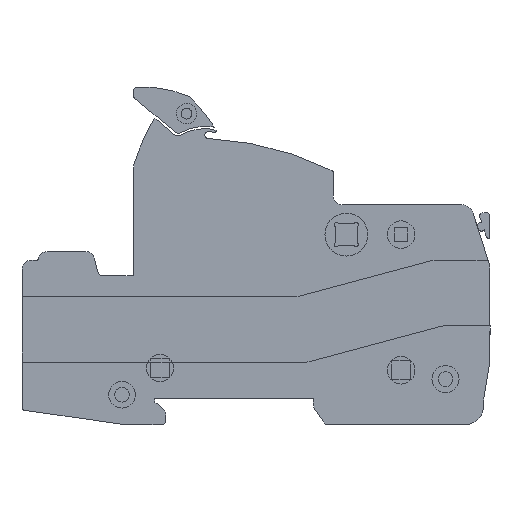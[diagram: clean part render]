
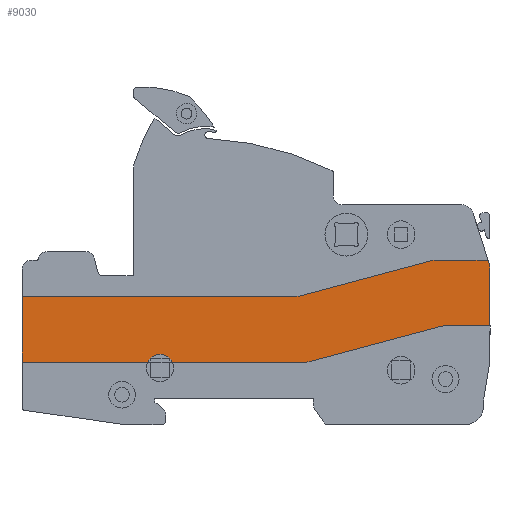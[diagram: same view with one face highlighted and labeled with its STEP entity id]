
A CAD part, left-side view. The second image highlights one B-rep face of the part: STEP entity #9030.
In plain terms, the highlighted planar face has unit normal (-1, 0, 0).
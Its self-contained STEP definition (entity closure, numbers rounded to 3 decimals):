
#8810=CARTESIAN_POINT('',(0.0,13.677,8.124));
#8811=VERTEX_POINT('',#8810);
#8818=CARTESIAN_POINT('',(0.0,19.284,8.124));
#8819=VERTEX_POINT('',#8818);
#8820=CARTESIAN_POINT('',(0.0,16.48,6.8));
#8821=DIRECTION('',(1.0,0.0,0.0));
#8822=DIRECTION('',(0.0,0.0,1.0));
#8823=AXIS2_PLACEMENT_3D('',#8820,#8821,#8822);
#8824=CIRCLE('',#8823,3.1);
#8825=EDGE_CURVE('',#8819,#8811,#8824,.T.);
#8868=CARTESIAN_POINT('',(0.0,47.5,8.124));
#8869=VERTEX_POINT('',#8868);
#8870=CARTESIAN_POINT('',(0.0,19.284,8.124));
#8871=DIRECTION('',(0.0,1.0,0.0));
#8872=VECTOR('',#8871,28.216);
#8873=LINE('',#8870,#8872);
#8874=EDGE_CURVE('',#8819,#8869,#8873,.T.);
#8892=CARTESIAN_POINT('',(0.0,-16.272,8.124));
#8893=VERTEX_POINT('',#8892);
#8900=CARTESIAN_POINT('',(0.0,-16.272,8.124));
#8901=DIRECTION('',(0.0,1.0,0.0));
#8902=VECTOR('',#8901,29.948);
#8903=LINE('',#8900,#8902);
#8904=EDGE_CURVE('',#8893,#8811,#8903,.T.);
#8913=CARTESIAN_POINT('',(0.,-5.272,17.841));
#8914=DIRECTION('',(-1.0,0.0,0.0));
#8915=DIRECTION('',(0.0,0.0,1.0));
#8916=AXIS2_PLACEMENT_3D('',#8913,#8914,#8915);
#8917=PLANE('',#8916);
#8918=ORIENTED_EDGE('',*,*,#8825,.T.);
#8919=ORIENTED_EDGE('',*,*,#8904,.F.);
#8920=CARTESIAN_POINT('',(0.0,-17.047,8.226));
#8921=VERTEX_POINT('',#8920);
#8922=CARTESIAN_POINT('',(0.0,-16.271,11.105));
#8923=DIRECTION('',(1.0,0.,0.));
#8924=DIRECTION('',(0.,-0.131,-0.991));
#8925=AXIS2_PLACEMENT_3D('',#8922,#8923,#8924);
#8926=CIRCLE('',#8925,2.982);
#8927=EDGE_CURVE('',#8921,#8893,#8926,.T.);
#8928=ORIENTED_EDGE('',*,*,#8927,.F.);
#8929=CARTESIAN_POINT('',(0.,-46.62,16.15));
#8930=VERTEX_POINT('',#8929);
#8931=CARTESIAN_POINT('',(0.,-46.62,16.15));
#8932=DIRECTION('',(0.,0.966,-0.259));
#8933=VECTOR('',#8932,30.617);
#8934=LINE('',#8931,#8933);
#8935=EDGE_CURVE('',#8930,#8921,#8934,.T.);
#8936=ORIENTED_EDGE('',*,*,#8935,.F.);
#8937=CARTESIAN_POINT('',(0.,-47.391,16.252));
#8938=VERTEX_POINT('',#8937);
#8939=CARTESIAN_POINT('',(0.0,-47.394,13.267));
#8940=DIRECTION('',(-1.0,0.,0.));
#8941=DIRECTION('',(0.,0.131,0.991));
#8942=AXIS2_PLACEMENT_3D('',#8939,#8940,#8941);
#8943=CIRCLE('',#8942,2.985);
#8944=EDGE_CURVE('',#8938,#8930,#8943,.T.);
#8945=ORIENTED_EDGE('',*,*,#8944,.F.);
#8946=CARTESIAN_POINT('',(0.,-57.75,16.252));
#8947=VERTEX_POINT('',#8946);
#8948=CARTESIAN_POINT('',(0.,-57.75,16.252));
#8949=DIRECTION('',(0.0,1.0,0.0));
#8950=VECTOR('',#8949,10.359);
#8951=LINE('',#8948,#8950);
#8952=EDGE_CURVE('',#8947,#8938,#8951,.T.);
#8953=ORIENTED_EDGE('',*,*,#8952,.F.);
#8954=CARTESIAN_POINT('',(0.,-57.75,29.001));
#8955=VERTEX_POINT('',#8954);
#8956=CARTESIAN_POINT('',(0.,-57.75,29.001));
#8957=DIRECTION('',(0.0,0.0,-1.0));
#8958=VECTOR('',#8957,12.749);
#8959=LINE('',#8956,#8958);
#8960=EDGE_CURVE('',#8955,#8947,#8959,.T.);
#8961=ORIENTED_EDGE('',*,*,#8960,.F.);
#8962=CARTESIAN_POINT('',(0.,-57.511,30.527));
#8963=VERTEX_POINT('',#8962);
#8964=CARTESIAN_POINT('',(0.,-52.756,29.));
#8965=DIRECTION('',(1.0,0.,0.));
#8966=DIRECTION('',(0.,-0.988,0.155));
#8967=AXIS2_PLACEMENT_3D('',#8964,#8965,#8966);
#8968=CIRCLE('',#8967,4.994);
#8969=EDGE_CURVE('',#8963,#8955,#8968,.T.);
#8970=ORIENTED_EDGE('',*,*,#8969,.F.);
#8971=CARTESIAN_POINT('',(0.,-57.342,31.052));
#8972=VERTEX_POINT('',#8971);
#8973=CARTESIAN_POINT('',(0.,-57.342,31.052));
#8974=DIRECTION('',(0.,-0.305,-0.952));
#8975=VECTOR('',#8974,0.551);
#8976=LINE('',#8973,#8975);
#8977=EDGE_CURVE('',#8972,#8963,#8976,.T.);
#8978=ORIENTED_EDGE('',*,*,#8977,.F.);
#8979=CARTESIAN_POINT('',(0.,-45.448,31.052));
#8980=VERTEX_POINT('',#8979);
#8981=CARTESIAN_POINT('',(0.,-45.448,31.052));
#8982=DIRECTION('',(0.0,-1.0,0.0));
#8983=VECTOR('',#8982,11.895);
#8984=LINE('',#8981,#8983);
#8985=EDGE_CURVE('',#8980,#8972,#8984,.T.);
#8986=ORIENTED_EDGE('',*,*,#8985,.F.);
#8987=CARTESIAN_POINT('',(0.,-44.665,30.948));
#8988=VERTEX_POINT('',#8987);
#8989=CARTESIAN_POINT('',(0.,-45.449,28.034));
#8990=DIRECTION('',(1.0,0.,0.));
#8991=DIRECTION('',(0.,0.131,0.991));
#8992=AXIS2_PLACEMENT_3D('',#8989,#8990,#8991);
#8993=CIRCLE('',#8992,3.018);
#8994=EDGE_CURVE('',#8988,#8980,#8993,.T.);
#8995=ORIENTED_EDGE('',*,*,#8994,.F.);
#8996=CARTESIAN_POINT('',(0.,-15.098,23.026));
#8997=VERTEX_POINT('',#8996);
#8998=CARTESIAN_POINT('',(0.,-15.098,23.026));
#8999=DIRECTION('',(0.,-0.966,0.259));
#9000=VECTOR('',#8999,30.61);
#9001=LINE('',#8998,#9000);
#9002=EDGE_CURVE('',#8997,#8988,#9001,.T.);
#9003=ORIENTED_EDGE('',*,*,#9002,.F.);
#9004=CARTESIAN_POINT('',(0.,-14.328,22.924));
#9005=VERTEX_POINT('',#9004);
#9006=CARTESIAN_POINT('',(0.,-14.325,25.905));
#9007=DIRECTION('',(-1.0,0.,0.));
#9008=DIRECTION('',(0.,-0.131,-0.991));
#9009=AXIS2_PLACEMENT_3D('',#9006,#9007,#9008);
#9010=CIRCLE('',#9009,2.981);
#9011=EDGE_CURVE('',#9005,#8997,#9010,.T.);
#9012=ORIENTED_EDGE('',*,*,#9011,.F.);
#9013=CARTESIAN_POINT('',(0.,47.5,22.924));
#9014=VERTEX_POINT('',#9013);
#9015=CARTESIAN_POINT('',(0.,47.5,22.924));
#9016=DIRECTION('',(0.0,-1.0,0.0));
#9017=VECTOR('',#9016,61.829);
#9018=LINE('',#9015,#9017);
#9019=EDGE_CURVE('',#9014,#9005,#9018,.T.);
#9020=ORIENTED_EDGE('',*,*,#9019,.F.);
#9021=CARTESIAN_POINT('',(0.,47.5,8.124));
#9022=DIRECTION('',(0.0,0.0,1.0));
#9023=VECTOR('',#9022,14.8);
#9024=LINE('',#9021,#9023);
#9025=EDGE_CURVE('',#8869,#9014,#9024,.T.);
#9026=ORIENTED_EDGE('',*,*,#9025,.F.);
#9027=ORIENTED_EDGE('',*,*,#8874,.F.);
#9028=EDGE_LOOP('',(#8918,#8919,#8928,#8936,#8945,#8953,#8961,#8970,#8978,#8986,#8995,#9003,#9012,#9020,#9026,#9027));
#9029=FACE_OUTER_BOUND('',#9028,.T.);
#9030=ADVANCED_FACE('',(#9029),#8917,.T.);
